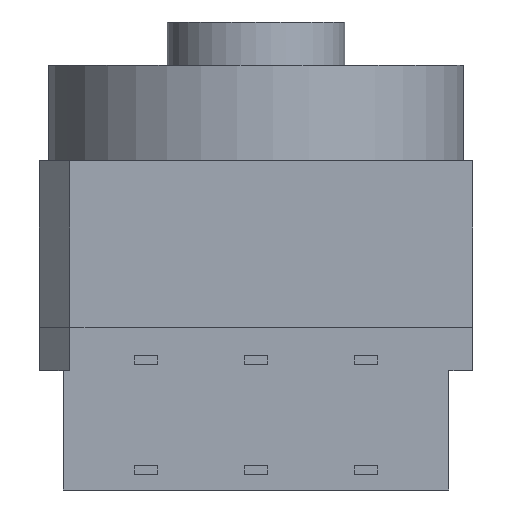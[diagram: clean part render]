
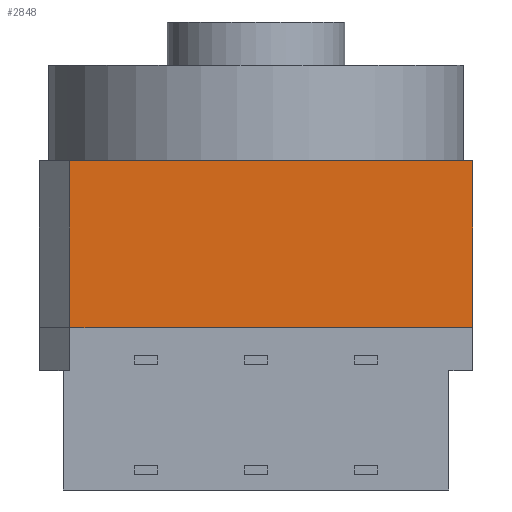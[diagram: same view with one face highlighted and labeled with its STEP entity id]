
A CAD part, left-side view. The second image highlights one B-rep face of the part: STEP entity #2848.
In plain terms, the highlighted planar face has unit normal (-1, 0, 0).
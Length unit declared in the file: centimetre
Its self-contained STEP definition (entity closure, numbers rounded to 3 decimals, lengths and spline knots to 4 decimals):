
#273=PLANE('',#2978);
#429=FACE_OUTER_BOUND('',#604,.T.);
#604=EDGE_LOOP('',(#2656,#2657,#2658,#2659));
#754=LINE('',#3818,#1055);
#899=LINE('',#5011,#1200);
#902=LINE('',#5017,#1203);
#909=LINE('',#5032,#1210);
#1055=VECTOR('',#3248,1.);
#1200=VECTOR('',#3477,1.);
#1203=VECTOR('',#3482,1.);
#1210=VECTOR('',#3493,1.);
#1242=VERTEX_POINT('',#3582);
#1317=VERTEX_POINT('',#3816);
#1479=VERTEX_POINT('',#5010);
#1481=VERTEX_POINT('',#5016);
#1630=EDGE_CURVE('',#1242,#1317,#754,.T.);
#1872=EDGE_CURVE('',#1479,#1242,#899,.T.);
#1875=EDGE_CURVE('',#1481,#1479,#902,.T.);
#1883=EDGE_CURVE('',#1481,#1317,#909,.T.);
#2656=ORIENTED_EDGE('',*,*,#1872,.T.);
#2657=ORIENTED_EDGE('',*,*,#1630,.T.);
#2658=ORIENTED_EDGE('',*,*,#1883,.F.);
#2659=ORIENTED_EDGE('',*,*,#1875,.T.);
#2848=ADVANCED_FACE('',(#429),#273,.T.);
#2978=AXIS2_PLACEMENT_3D('',#5031,#3491,#3492);
#3248=DIRECTION('',(0.,-1.,0.));
#3477=DIRECTION('',(0.,0.,-1.));
#3482=DIRECTION('',(0.,1.,0.));
#3491=DIRECTION('center_axis',(-1.,0.,0.));
#3492=DIRECTION('ref_axis',(0.,0.,
1.));
#3493=DIRECTION('',(0.,0.,-1.));
#3582=CARTESIAN_POINT('',(-0.5,0.4293,-0.1925));
#3816=CARTESIAN_POINT('',(-0.5,-0.5,-0.1925));
#3818=CARTESIAN_POINT('',(-0.5,0.5,-0.1925));
#5010=CARTESIAN_POINT('',(-0.5,0.4293,0.1925));
#5011=CARTESIAN_POINT('',(-0.5,0.4293,0.0963));
#5016=CARTESIAN_POINT('',(-0.5,-0.5,0.1925));
#5017=CARTESIAN_POINT('',(-0.5,0.5,0.1925));
#5031=CARTESIAN_POINT('Origin',(-0.5,-0.5,0.));
#5032=CARTESIAN_POINT('',(-0.5,-0.5,0.));
